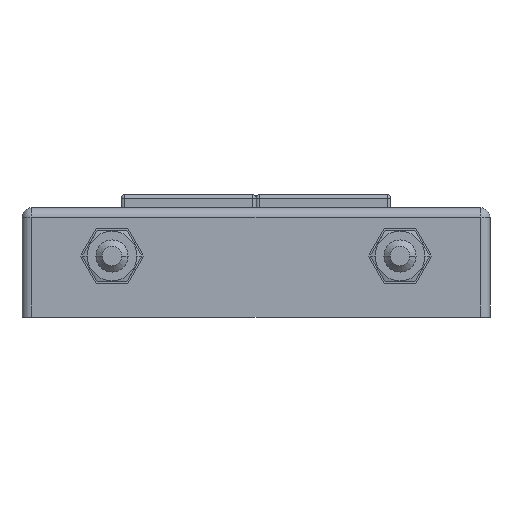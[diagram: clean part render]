
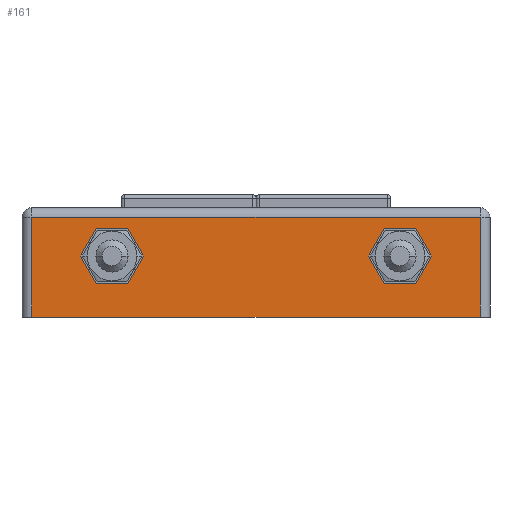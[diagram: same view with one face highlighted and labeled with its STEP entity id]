
A CAD part, front view. The second image highlights one B-rep face of the part: STEP entity #161.
In plain terms, the highlighted planar face has unit normal (0, -1, 0).
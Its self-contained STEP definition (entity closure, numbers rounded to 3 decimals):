
#161=ADVANCED_FACE('NONE',(#541,#542,#543),#544,.F.);
#541=FACE_OUTER_BOUND('',#1195,.T.);
#542=FACE_BOUND('',#1196,.T.);
#543=FACE_BOUND('',#1197,.T.);
#544=PLANE('',#1198);
#1195=EDGE_LOOP('',(#2154,#2155,#2156,#2157));
#1196=EDGE_LOOP('',(#2158,#2159,#2160,#2161,#2162,#2163));
#1197=EDGE_LOOP('',(#2164,#2165,#2166,#2167,#2168,#2169));
#1198=AXIS2_PLACEMENT_3D('',#2170,#2171,#2172);
#2154=ORIENTED_EDGE('',*,*,#4275,.T.);
#2155=ORIENTED_EDGE('',*,*,#4276,.T.);
#2156=ORIENTED_EDGE('',*,*,#4219,.T.);
#2157=ORIENTED_EDGE('',*,*,#4277,.T.);
#2158=ORIENTED_EDGE('',*,*,#4278,.F.);
#2159=ORIENTED_EDGE('',*,*,#4279,.F.);
#2160=ORIENTED_EDGE('',*,*,#4280,.F.);
#2161=ORIENTED_EDGE('',*,*,#4281,.F.);
#2162=ORIENTED_EDGE('',*,*,#4282,.F.);
#2163=ORIENTED_EDGE('',*,*,#4283,.F.);
#2164=ORIENTED_EDGE('',*,*,#4284,.F.);
#2165=ORIENTED_EDGE('',*,*,#4285,.F.);
#2166=ORIENTED_EDGE('',*,*,#4286,.F.);
#2167=ORIENTED_EDGE('',*,*,#4287,.F.);
#2168=ORIENTED_EDGE('',*,*,#4288,.F.);
#2169=ORIENTED_EDGE('',*,*,#4289,.F.);
#2170=CARTESIAN_POINT('',(-36.4,-29.0,8.5));
#2171=DIRECTION('',(0.0,1.0,0.0));
#2172=DIRECTION('',(1.0,0.0,-0.0));
#4219=EDGE_CURVE('NONE',#5033,#5031,#5034,.T.);
#4275=EDGE_CURVE('NONE',#5119,#5120,#5121,.T.);
#4276=EDGE_CURVE('NONE',#5120,#5033,#5122,.T.);
#4277=EDGE_CURVE('NONE',#5031,#5119,#5123,.T.);
#4278=EDGE_CURVE('NONE',#5124,#5125,#5126,.T.);
#4279=EDGE_CURVE('NONE',#5127,#5124,#5128,.T.);
#4280=EDGE_CURVE('NONE',#5129,#5127,#5130,.T.);
#4281=EDGE_CURVE('NONE',#5131,#5129,#5132,.T.);
#4282=EDGE_CURVE('NONE',#5133,#5131,#5134,.T.);
#4283=EDGE_CURVE('NONE',#5125,#5133,#5135,.T.);
#4284=EDGE_CURVE('NONE',#5136,#5137,#5138,.T.);
#4285=EDGE_CURVE('NONE',#5139,#5136,#5140,.T.);
#4286=EDGE_CURVE('NONE',#5141,#5139,#5142,.T.);
#4287=EDGE_CURVE('NONE',#5143,#5141,#5144,.T.);
#4288=EDGE_CURVE('NONE',#5145,#5143,#5146,.T.);
#4289=EDGE_CURVE('NONE',#5137,#5145,#5147,.T.);
#5031=VERTEX_POINT('NONE',#6265);
#5033=VERTEX_POINT('NONE',#6267);
#5034=LINE('',#6268,#6269);
#5119=VERTEX_POINT('NONE',#6393);
#5120=VERTEX_POINT('NONE',#6394);
#5121=LINE('',#6395,#6396);
#5122=LINE('',#6397,#6398);
#5123=LINE('',#6399,#6400);
#5124=VERTEX_POINT('NONE',#6401);
#5125=VERTEX_POINT('NONE',#6402);
#5126=LINE('',#6403,#6404);
#5127=VERTEX_POINT('NONE',#6405);
#5128=LINE('',#6406,#6407);
#5129=VERTEX_POINT('NONE',#6408);
#5130=LINE('',#6409,#6410);
#5131=VERTEX_POINT('NONE',#6411);
#5132=LINE('',#6412,#6413);
#5133=VERTEX_POINT('NONE',#6414);
#5134=LINE('',#6415,#6416);
#5135=LINE('',#6417,#6418);
#5136=VERTEX_POINT('NONE',#6419);
#5137=VERTEX_POINT('NONE',#6420);
#5138=LINE('',#6421,#6422);
#5139=VERTEX_POINT('NONE',#6423);
#5140=LINE('',#6424,#6425);
#5141=VERTEX_POINT('NONE',#6426);
#5142=LINE('',#6427,#6428);
#5143=VERTEX_POINT('NONE',#6429);
#5144=LINE('',#6430,#6431);
#5145=VERTEX_POINT('NONE',#6432);
#5146=LINE('',#6433,#6434);
#5147=LINE('',#6435,#6436);
#6265=CARTESIAN_POINT('',(34.9,-29.0,-8.5));
#6267=CARTESIAN_POINT('',(-34.9,-29.0,-8.5));
#6268=CARTESIAN_POINT('',(-36.4,-29.0,-8.5));
#6269=VECTOR('',#8103,1000.0);
#6393=CARTESIAN_POINT('',(34.9,-29.0,7.0));
#6394=CARTESIAN_POINT('',(-34.9,-29.0,7.0));
#6395=CARTESIAN_POINT('',(-36.4,-29.0,7.0));
#6396=VECTOR('',#8191,1000.0);
#6397=CARTESIAN_POINT('',(-34.9,-29.0,8.5));
#6398=VECTOR('',#8192,1000.0);
#6399=CARTESIAN_POINT('',(34.9,-29.0,8.5));
#6400=VECTOR('',#8193,1000.0);
#6401=CARTESIAN_POINT('',(24.854,-29.0,-3.25));
#6402=CARTESIAN_POINT('',(27.307,-29.0,1.));
#6403=CARTESIAN_POINT('',(24.854,-29.0,-3.25));
#6404=VECTOR('',#8194,1000.0);
#6405=CARTESIAN_POINT('',(19.946,-29.0,-3.25));
#6406=CARTESIAN_POINT('',(19.946,-29.0,-3.25));
#6407=VECTOR('',#8195,1000.0);
#6408=CARTESIAN_POINT('',(17.493,-29.0,1.));
#6409=CARTESIAN_POINT('',(17.493,-29.0,1.));
#6410=VECTOR('',#8196,1000.0);
#6411=CARTESIAN_POINT('',(19.946,-29.0,5.25));
#6412=CARTESIAN_POINT('',(19.946,-29.0,5.25));
#6413=VECTOR('',#8197,1000.0);
#6414=CARTESIAN_POINT('',(24.854,-29.0,5.25));
#6415=CARTESIAN_POINT('',(24.854,-29.0,5.25));
#6416=VECTOR('',#8198,1000.0);
#6417=CARTESIAN_POINT('',(27.307,-29.0,1.));
#6418=VECTOR('',#8199,1000.0);
#6419=CARTESIAN_POINT('',(-19.946,-29.0,-3.25));
#6420=CARTESIAN_POINT('',(-17.493,-29.0,1.));
#6421=CARTESIAN_POINT('',(-19.946,-29.0,-3.25));
#6422=VECTOR('',#8200,1000.0);
#6423=CARTESIAN_POINT('',(-24.854,-29.0,-3.25));
#6424=CARTESIAN_POINT('',(-24.854,-29.0,-3.25));
#6425=VECTOR('',#8201,1000.0);
#6426=CARTESIAN_POINT('',(-27.307,-29.0,1.0));
#6427=CARTESIAN_POINT('',(-27.307,-29.0,1.0));
#6428=VECTOR('',#8202,1000.0);
#6429=CARTESIAN_POINT('',(-24.854,-29.0,5.25));
#6430=CARTESIAN_POINT('',(-24.854,-29.0,5.25));
#6431=VECTOR('',#8203,1000.0);
#6432=CARTESIAN_POINT('',(-19.946,-29.0,5.25));
#6433=CARTESIAN_POINT('',(-19.946,-29.0,5.25));
#6434=VECTOR('',#8204,1000.0);
#6435=CARTESIAN_POINT('',(-17.493,-29.0,1.));
#6436=VECTOR('',#8205,1000.0);
#8103=DIRECTION('',(1.0,0.0,0.0));
#8191=DIRECTION('',(-1.0,0.0,-0.0));
#8192=DIRECTION('',(-0.0,0.0,-1.0));
#8193=DIRECTION('',(-0.0,-0.0,1.0));
#8194=DIRECTION('',(0.5,0.0,0.866));
#8195=DIRECTION('',(1.0,0.0,0.0));
#8196=DIRECTION('',(0.5,0.0,-0.866));
#8197=DIRECTION('',(-0.5,0.0,-0.866));
#8198=DIRECTION('',(-1.0,0.0,0.));
#8199=DIRECTION('',(-0.5,0.0,0.866));
#8200=DIRECTION('',(0.5,0.0,0.866));
#8201=DIRECTION('',(1.0,0.0,0.0));
#8202=DIRECTION('',(0.5,0.0,-0.866));
#8203=DIRECTION('',(-0.5,0.0,-0.866));
#8204=DIRECTION('',(-1.0,0.0,0.0));
#8205=DIRECTION('',(-0.5,0.0,0.866));
